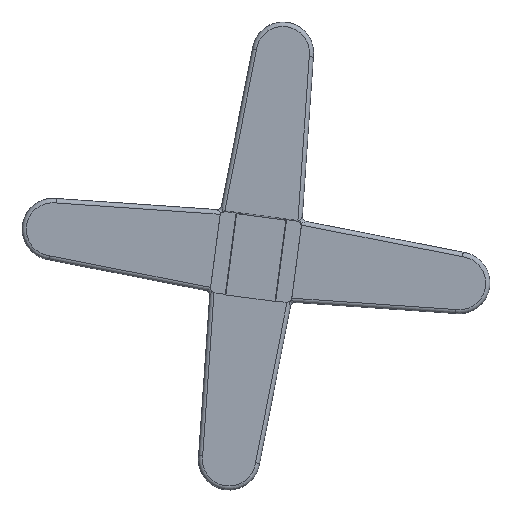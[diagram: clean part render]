
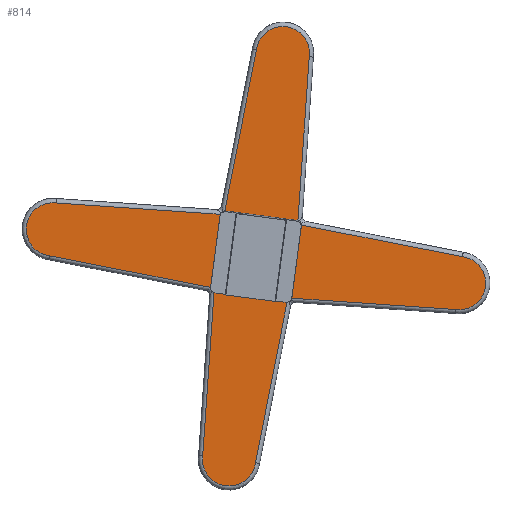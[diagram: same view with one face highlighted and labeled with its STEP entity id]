
A CAD part, top view. The second image highlights one B-rep face of the part: STEP entity #814.
In plain terms, the highlighted face is planar.
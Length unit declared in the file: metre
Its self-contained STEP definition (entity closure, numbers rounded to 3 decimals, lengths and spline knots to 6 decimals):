
#88=CIRCLE('',#913,0.013);
#89=CIRCLE('',#914,0.013);
#90=CIRCLE('',#915,0.013);
#91=CIRCLE('',#916,0.013);
#232=ORIENTED_EDGE('',*,*,#418,.T.);
#233=ORIENTED_EDGE('',*,*,#419,.T.);
#234=ORIENTED_EDGE('',*,*,#420,.T.);
#235=ORIENTED_EDGE('',*,*,#421,.T.);
#236=ORIENTED_EDGE('',*,*,#422,.T.);
#237=ORIENTED_EDGE('',*,*,#423,.T.);
#238=ORIENTED_EDGE('',*,*,#424,.T.);
#239=ORIENTED_EDGE('',*,*,#425,.T.);
#240=ORIENTED_EDGE('',*,*,#426,.T.);
#241=ORIENTED_EDGE('',*,*,#427,.T.);
#242=ORIENTED_EDGE('',*,*,#428,.T.);
#243=ORIENTED_EDGE('',*,*,#429,.T.);
#418=EDGE_CURVE('',#514,#515,#588,.F.);
#419=EDGE_CURVE('',#515,#516,#88,.T.);
#420=EDGE_CURVE('',#516,#517,#589,.T.);
#421=EDGE_CURVE('',#517,#518,#590,.T.);
#422=EDGE_CURVE('',#518,#519,#89,.T.);
#423=EDGE_CURVE('',#519,#520,#591,.F.);
#424=EDGE_CURVE('',#520,#521,#592,.F.);
#425=EDGE_CURVE('',#521,#522,#90,.T.);
#426=EDGE_CURVE('',#522,#523,#593,.T.);
#427=EDGE_CURVE('',#523,#524,#594,.T.);
#428=EDGE_CURVE('',#524,#525,#91,.T.);
#429=EDGE_CURVE('',#525,#514,#595,.F.);
#514=VERTEX_POINT('',#1373);
#515=VERTEX_POINT('',#1374);
#516=VERTEX_POINT('',#1376);
#517=VERTEX_POINT('',#1378);
#518=VERTEX_POINT('',#1380);
#519=VERTEX_POINT('',#1382);
#520=VERTEX_POINT('',#1384);
#521=VERTEX_POINT('',#1386);
#522=VERTEX_POINT('',#1388);
#523=VERTEX_POINT('',#1390);
#524=VERTEX_POINT('',#1392);
#525=VERTEX_POINT('',#1394);
#588=LINE('',#1372,#658);
#589=LINE('',#1377,#659);
#590=LINE('',#1379,#660);
#591=LINE('',#1383,#661);
#592=LINE('',#1385,#662);
#593=LINE('',#1389,#663);
#594=LINE('',#1391,#664);
#595=LINE('',#1395,#665);
#658=VECTOR('',#1115,1.);
#659=VECTOR('',#1118,1.);
#660=VECTOR('',#1119,1.);
#661=VECTOR('',#1122,1.);
#662=VECTOR('',#1123,1.);
#663=VECTOR('',#1126,1.);
#664=VECTOR('',#1127,1.);
#665=VECTOR('',#1130,1.);
#694=EDGE_LOOP('',(#232,#233,#234,#235,#236,#237,#238,#239,#240,#241,#242,
#243));
#744=FACE_BOUND('',#694,.T.);
#784=PLANE('',#912);
#814=ADVANCED_FACE('',(#744),#784,.T.);
#912=AXIS2_PLACEMENT_3D('',#1371,#1113,#1114);
#913=AXIS2_PLACEMENT_3D('',#1375,#1116,#1117);
#914=AXIS2_PLACEMENT_3D('',#1381,#1120,#1121);
#915=AXIS2_PLACEMENT_3D('',#1387,#1124,#1125);
#916=AXIS2_PLACEMENT_3D('',#1393,#1128,#1129);
#1113=DIRECTION('',(0.,0.,1.));
#1114=DIRECTION('',(1.,0.,0.));
#1115=DIRECTION('',(0.062,-0.998,0.));
#1116=DIRECTION('',(0.,0.,1.));
#1117=DIRECTION('',(1.,0.,0.));
#1118=DIRECTION('',(-0.062,-0.998,0.));
#1119=DIRECTION('',(-0.998,-0.062,0.));
#1120=DIRECTION('',(0.,0.,1.));
#1121=DIRECTION('',(1.,0.,0.));
#1122=DIRECTION('',(-0.998,0.062,0.));
#1123=DIRECTION('',(-0.062,0.998,0.));
#1124=DIRECTION('',(0.,0.,1.));
#1125=DIRECTION('',(1.,0.,0.));
#1126=DIRECTION('',(0.062,0.998,0.));
#1127=DIRECTION('',(0.998,0.062,0.));
#1128=DIRECTION('',(0.,0.,1.));
#1129=DIRECTION('',(1.,0.,0.));
#1130=DIRECTION('',(0.998,-0.062,0.));
#1371=CARTESIAN_POINT('',(0.,-0.001985,0.01));
#1372=CARTESIAN_POINT('',(0.019295,-0.000779,0.01));
#1373=CARTESIAN_POINT('',(0.018114,0.018114,0.01));
#1374=CARTESIAN_POINT('',(0.013,0.09994,0.01));
#1375=CARTESIAN_POINT('',(0.,0.1,0.01));
#1376=CARTESIAN_POINT('',(-0.013,0.09994,0.01));
#1377=CARTESIAN_POINT('',(-0.018004,0.019875,0.01));
#1378=CARTESIAN_POINT('',(-0.018114,0.018114,0.01));
#1379=CARTESIAN_POINT('',(-0.099875,0.013004,0.01));
#1380=CARTESIAN_POINT('',(-0.09994,0.013,0.01));
#1381=CARTESIAN_POINT('',(-0.1,0.,0.01));
#1382=CARTESIAN_POINT('',(-0.09994,-0.013,0.01));
#1383=CARTESIAN_POINT('',(-0.001075,-0.019179,0.01));
#1384=CARTESIAN_POINT('',(-0.018114,-0.018114,0.01));
#1385=CARTESIAN_POINT('',(-0.019048,-0.003175,0.01));
#1386=CARTESIAN_POINT('',(-0.013,-0.09994,0.01));
#1387=CARTESIAN_POINT('',(0.,-0.1,0.01));
#1388=CARTESIAN_POINT('',(0.013,-0.09994,0.01));
#1389=CARTESIAN_POINT('',(0.018004,-0.019875,0.01));
#1390=CARTESIAN_POINT('',(0.018114,-0.018114,0.01));
#1391=CARTESIAN_POINT('',(0.099875,-0.013004,0.01));
#1392=CARTESIAN_POINT('',(0.09994,-0.013,0.01));
#1393=CARTESIAN_POINT('',(0.1,0.,0.01));
#1394=CARTESIAN_POINT('',(0.09994,0.013,0.01));
#1395=CARTESIAN_POINT('',(0.001322,0.019163,0.01));
